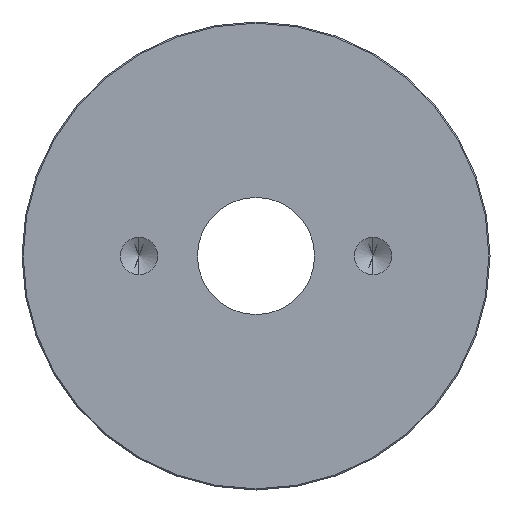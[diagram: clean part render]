
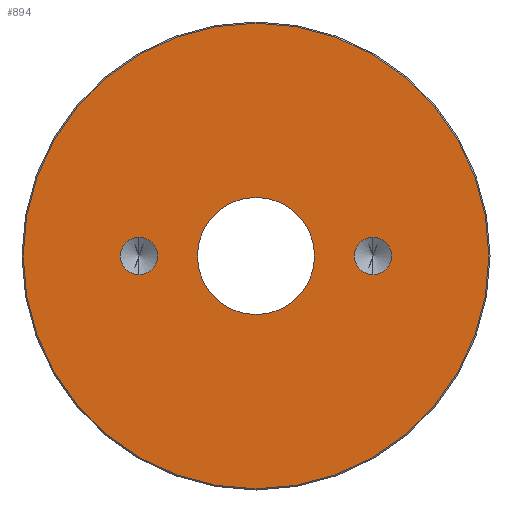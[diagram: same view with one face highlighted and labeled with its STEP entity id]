
A CAD part, front view. The second image highlights one B-rep face of the part: STEP entity #894.
In plain terms, the highlighted planar face has unit normal (0, -1, 0).
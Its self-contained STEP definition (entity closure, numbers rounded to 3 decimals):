
#8 = EDGE_LOOP ( 'NONE', ( #537, #60 ) ) ;
#10 = DIRECTION ( 'NONE',  ( 0., -1., 0. ) ) ;
#50 = AXIS2_PLACEMENT_3D ( 'NONE', #562, #1242, #1078 ) ;
#60 = ORIENTED_EDGE ( 'NONE', *, *, #150, .F. ) ;
#64 = DIRECTION ( 'NONE',  ( 0., 0., -1. ) ) ;
#67 = DIRECTION ( 'NONE',  ( 0., 0., 1. ) ) ;
#74 = EDGE_LOOP ( 'NONE', ( #305, #153 ) ) ;
#150 = EDGE_CURVE ( 'NONE', #1010, #842, #381, .T. ) ;
#153 = ORIENTED_EDGE ( 'NONE', *, *, #942, .F. ) ;
#187 = EDGE_CURVE ( 'NONE', #777, #1040, #788, .T. ) ;
#205 = DIRECTION ( 'NONE',  ( 0., 0., -1. ) ) ;
#208 = CARTESIAN_POINT ( 'NONE',  ( 0., 0., 25.273 ) ) ;
#214 = AXIS2_PLACEMENT_3D ( 'NONE', #312, #958, #205 ) ;
#225 = AXIS2_PLACEMENT_3D ( 'NONE', #1175, #528, #1277 ) ;
#249 = CIRCLE ( 'NONE', #1177, 2.019 ) ;
#305 = ORIENTED_EDGE ( 'NONE', *, *, #336, .F. ) ;
#307 = ORIENTED_EDGE ( 'NONE', *, *, #187, .F. ) ;
#312 = CARTESIAN_POINT ( 'NONE',  ( 0., 0., 0. ) ) ;
#315 = CIRCLE ( 'NONE', #704, 2.019 ) ;
#320 = CARTESIAN_POINT ( 'NONE',  ( 12.7, 0., 2.019 ) ) ;
#327 = PLANE ( 'NONE',  #738 ) ;
#332 = CARTESIAN_POINT ( 'NONE',  ( -12.7, 0., -2.019 ) ) ;
#336 = EDGE_CURVE ( 'NONE', #674, #1107, #315, .T. ) ;
#381 = CIRCLE ( 'NONE', #1258, 6.35 ) ;
#403 = EDGE_LOOP ( 'NONE', ( #307, #468 ) ) ;
#428 = CIRCLE ( 'NONE', #214, 6.35 ) ;
#441 = AXIS2_PLACEMENT_3D ( 'NONE', #569, #1313, #675 ) ;
#468 = ORIENTED_EDGE ( 'NONE', *, *, #532, .F. ) ;
#508 = DIRECTION ( 'NONE',  ( 0., 1., 0. ) ) ;
#522 = EDGE_LOOP ( 'NONE', ( #706, #1212 ) ) ;
#528 = DIRECTION ( 'NONE',  ( 0., -1., 0. ) ) ;
#532 = EDGE_CURVE ( 'NONE', #1040, #777, #746, .T. ) ;
#537 = ORIENTED_EDGE ( 'NONE', *, *, #986, .F. ) ;
#547 = CARTESIAN_POINT ( 'NONE',  ( 0., 0., 6.35 ) ) ;
#558 = DIRECTION ( 'NONE',  ( 0., -1., 0. ) ) ;
#562 = CARTESIAN_POINT ( 'NONE',  ( 0., 0., 0. ) ) ;
#569 = CARTESIAN_POINT ( 'NONE',  ( 12.7, 0., 0. ) ) ;
#588 = VERTEX_POINT ( 'NONE', #208 ) ;
#621 = VERTEX_POINT ( 'NONE', #862 ) ;
#627 = CIRCLE ( 'NONE', #50, 25.273 ) ;
#642 = DIRECTION ( 'NONE',  ( 0., 0., -1. ) ) ;
#674 = VERTEX_POINT ( 'NONE', #332 ) ;
#675 = DIRECTION ( 'NONE',  ( 0., 0., -1. ) ) ;
#701 = DIRECTION ( 'NONE',  ( 0., -1., 0. ) ) ;
#704 = AXIS2_PLACEMENT_3D ( 'NONE', #1339, #701, #64 ) ;
#705 = DIRECTION ( 'NONE',  ( 0., -1., 0. ) ) ;
#706 = ORIENTED_EDGE ( 'NONE', *, *, #1362, .T. ) ;
#738 = AXIS2_PLACEMENT_3D ( 'NONE', #1261, #508, #1045 ) ;
#744 = CARTESIAN_POINT ( 'NONE',  ( -12.7, 0., 0. ) ) ;
#746 = CIRCLE ( 'NONE', #225, 2.019 ) ;
#751 = CARTESIAN_POINT ( 'NONE',  ( -12.7, 0., 2.019 ) ) ;
#764 = FACE_BOUND ( 'NONE', #74, .T. ) ;
#777 = VERTEX_POINT ( 'NONE', #784 ) ;
#784 = CARTESIAN_POINT ( 'NONE',  ( 12.7, 0., -2.019 ) ) ;
#788 = CIRCLE ( 'NONE', #441, 2.019 ) ;
#842 = VERTEX_POINT ( 'NONE', #1311 ) ;
#862 = CARTESIAN_POINT ( 'NONE',  ( 0., 0., -25.273 ) ) ;
#894 = ADVANCED_FACE ( 'NONE', ( #764, #1364, #1332, #1053 ), #327, .F. ) ;
#942 = EDGE_CURVE ( 'NONE', #1107, #674, #249, .T. ) ;
#958 = DIRECTION ( 'NONE',  ( 0., -1., 0. ) ) ;
#986 = EDGE_CURVE ( 'NONE', #842, #1010, #428, .T. ) ;
#1010 = VERTEX_POINT ( 'NONE', #547 ) ;
#1020 = AXIS2_PLACEMENT_3D ( 'NONE', #1340, #705, #67 ) ;
#1040 = VERTEX_POINT ( 'NONE', #320 ) ;
#1045 = DIRECTION ( 'NONE',  ( 0., 0., 1. ) ) ;
#1053 = FACE_OUTER_BOUND ( 'NONE', #522, .T. ) ;
#1078 = DIRECTION ( 'NONE',  ( 0., 0., 1. ) ) ;
#1107 = VERTEX_POINT ( 'NONE', #751 ) ;
#1139 = EDGE_CURVE ( 'NONE', #621, #588, #627, .T. ) ;
#1175 = CARTESIAN_POINT ( 'NONE',  ( 12.7, 0., 0. ) ) ;
#1177 = AXIS2_PLACEMENT_3D ( 'NONE', #744, #10, #642 ) ;
#1204 = CARTESIAN_POINT ( 'NONE',  ( 0., 0., 0. ) ) ;
#1212 = ORIENTED_EDGE ( 'NONE', *, *, #1139, .T. ) ;
#1242 = DIRECTION ( 'NONE',  ( 0., -1., 0. ) ) ;
#1258 = AXIS2_PLACEMENT_3D ( 'NONE', #1204, #558, #1303 ) ;
#1261 = CARTESIAN_POINT ( 'NONE',  ( 0., 0., 0. ) ) ;
#1277 = DIRECTION ( 'NONE',  ( 0., 0., -1. ) ) ;
#1303 = DIRECTION ( 'NONE',  ( 0., 0., -1. ) ) ;
#1311 = CARTESIAN_POINT ( 'NONE',  ( 0., 0., -6.35 ) ) ;
#1313 = DIRECTION ( 'NONE',  ( 0., -1., 0. ) ) ;
#1332 = FACE_BOUND ( 'NONE', #8, .T. ) ;
#1339 = CARTESIAN_POINT ( 'NONE',  ( -12.7, 0., 0. ) ) ;
#1340 = CARTESIAN_POINT ( 'NONE',  ( 0., 0., 0. ) ) ;
#1341 = CIRCLE ( 'NONE', #1020, 25.273 ) ;
#1362 = EDGE_CURVE ( 'NONE', #588, #621, #1341, .T. ) ;
#1364 = FACE_BOUND ( 'NONE', #403, .T. ) ;
